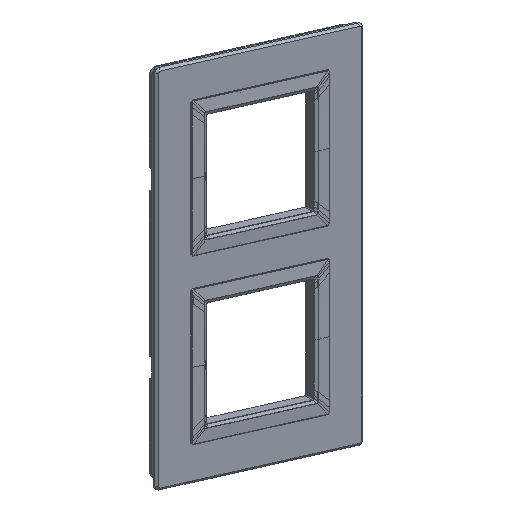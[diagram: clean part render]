
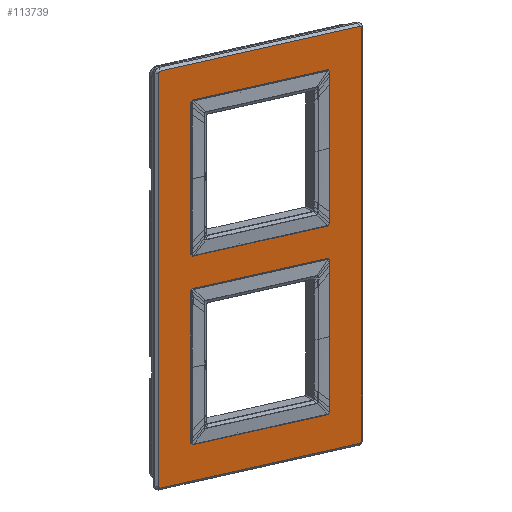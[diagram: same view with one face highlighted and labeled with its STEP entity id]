
A CAD part, top view. The second image highlights one B-rep face of the part: STEP entity #113739.
In plain terms, the highlighted face is planar.
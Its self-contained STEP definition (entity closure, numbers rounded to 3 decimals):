
#112839=CARTESIAN_POINT('Vertex',(28.425,8.575,3.)) ;
#112844=CARTESIAN_POINT('Line Origine',(28.425,35.5,3.)) ;
#112848=CARTESIAN_POINT('Vertex',(28.425,62.425,3.)) ;
#112883=CARTESIAN_POINT('Vertex',(28.425,-62.425,3.)) ;
#112886=CARTESIAN_POINT('Line Origine',(28.425,-35.5,3.)) ;
#112890=CARTESIAN_POINT('Vertex',(28.425,-8.575,3.)) ;
#112963=CARTESIAN_POINT('Vertex',(43.,77.75,3.)) ;
#112966=CARTESIAN_POINT('Line Origine',(43.,39.75,3.)) ;
#112970=CARTESIAN_POINT('Vertex',(43.,-77.75,3.)) ;
#113025=CARTESIAN_POINT('Vertex',(-28.425,62.425,3.)) ;
#113028=CARTESIAN_POINT('Line Origine',(-28.425,35.5,3.)) ;
#113032=CARTESIAN_POINT('Vertex',(-28.425,8.575,3.)) ;
#113051=CARTESIAN_POINT('Vertex',(-28.425,-8.575,3.)) ;
#113056=CARTESIAN_POINT('Line Origine',(-28.425,-35.5,3.)) ;
#113060=CARTESIAN_POINT('Vertex',(-28.425,-62.425,3.)) ;
#113131=CARTESIAN_POINT('Vertex',(-43.,-77.75,3.)) ;
#113136=CARTESIAN_POINT('Line Origine',(-43.,39.75,3.)) ;
#113140=CARTESIAN_POINT('Vertex',(-43.,77.75,3.)) ;
#113419=CARTESIAN_POINT('Line Origine',(22.,78.5,3.)) ;
#113423=CARTESIAN_POINT('Vertex',(-42.25,78.5,3.)) ;
#113425=CARTESIAN_POINT('Vertex',(42.25,78.5,3.)) ;
#113454=CARTESIAN_POINT('Vertex',(42.25,-78.5,3.)) ;
#113457=CARTESIAN_POINT('Line Origine',(22.,-78.5,3.)) ;
#113461=CARTESIAN_POINT('Vertex',(-42.25,-78.5,3.)) ;
#113481=CARTESIAN_POINT('Line Origine',(0.,63.925,3.)) ;
#113485=CARTESIAN_POINT('Vertex',(26.925,63.925,3.)) ;
#113487=CARTESIAN_POINT('Vertex',(-26.925,63.925,3.)) ;
#113560=CARTESIAN_POINT('Vertex',(26.925,-63.925,3.)) ;
#113567=CARTESIAN_POINT('Vertex',(-26.925,-63.925,3.)) ;
#113570=CARTESIAN_POINT('Line Origine',(0.,-63.925,3.)) ;
#113587=CARTESIAN_POINT('Line Origine',(0.,-7.075,3.)) ;
#113591=CARTESIAN_POINT('Vertex',(-26.925,-7.075,3.)) ;
#113593=CARTESIAN_POINT('Vertex',(26.925,-7.075,3.)) ;
#113622=CARTESIAN_POINT('Vertex',(26.925,7.075,3.)) ;
#113629=CARTESIAN_POINT('Vertex',(-26.925,7.075,3.)) ;
#113632=CARTESIAN_POINT('Line Origine',(0.,7.075,3.)) ;
#113644=CARTESIAN_POINT('Axis2P3D Location',(0.,0.,3.)) ;
#113649=CARTESIAN_POINT('Axis2P3D Location',(-42.25,77.75,3.)) ;
#113654=CARTESIAN_POINT('Axis2P3D Location',(-42.25,-77.75,3.)) ;
#113659=CARTESIAN_POINT('Axis2P3D Location',(42.25,-77.75,3.)) ;
#113664=CARTESIAN_POINT('Axis2P3D Location',(42.25,77.75,3.)) ;
#113679=CARTESIAN_POINT('Axis2P3D Location',(-26.925,-8.575,3.)) ;
#113684=CARTESIAN_POINT('Axis2P3D Location',(26.925,-8.575,3.)) ;
#113689=CARTESIAN_POINT('Axis2P3D Location',(26.925,-62.425,3.)) ;
#113694=CARTESIAN_POINT('Axis2P3D Location',(-26.925,-62.425,3.)) ;
#113709=CARTESIAN_POINT('Axis2P3D Location',(26.925,8.575,3.)) ;
#113714=CARTESIAN_POINT('Axis2P3D Location',(-26.925,8.575,3.)) ;
#113719=CARTESIAN_POINT('Axis2P3D Location',(-26.925,62.425,3.)) ;
#113724=CARTESIAN_POINT('Axis2P3D Location',(26.925,62.425,3.)) ;
#112845=DIRECTION('Vector Direction',(0.,1.,0.)) ;
#112887=DIRECTION('Vector Direction',(0.,1.,0.)) ;
#112967=DIRECTION('Vector Direction',(0.,-1.,0.)) ;
#113029=DIRECTION('Vector Direction',(0.,1.,0.)) ;
#113057=DIRECTION('Vector Direction',(0.,1.,0.)) ;
#113137=DIRECTION('Vector Direction',(0.,-1.,0.)) ;
#113420=DIRECTION('Vector Direction',(-1.,0.,0.)) ;
#113458=DIRECTION('Vector Direction',(-1.,0.,0.)) ;
#113482=DIRECTION('Vector Direction',(1.,0.,0.)) ;
#113571=DIRECTION('Vector Direction',(1.,0.,0.)) ;
#113588=DIRECTION('Vector Direction',(1.,0.,0.)) ;
#113633=DIRECTION('Vector Direction',(1.,0.,0.)) ;
#113645=DIRECTION('Axis2P3D Direction',(0.,0.,1.)) ;
#113646=DIRECTION('Axis2P3D XDirection',(1.,0.,0.)) ;
#113650=DIRECTION('Axis2P3D Direction',(0.,0.,1.)) ;
#113655=DIRECTION('Axis2P3D Direction',(0.,0.,1.)) ;
#113660=DIRECTION('Axis2P3D Direction',(0.,0.,1.)) ;
#113665=DIRECTION('Axis2P3D Direction',(0.,0.,1.)) ;
#113680=DIRECTION('Axis2P3D Direction',(0.,0.,1.)) ;
#113685=DIRECTION('Axis2P3D Direction',(0.,0.,1.)) ;
#113690=DIRECTION('Axis2P3D Direction',(0.,0.,1.)) ;
#113695=DIRECTION('Axis2P3D Direction',(0.,0.,1.)) ;
#113710=DIRECTION('Axis2P3D Direction',(0.,0.,1.)) ;
#113715=DIRECTION('Axis2P3D Direction',(0.,0.,1.)) ;
#113720=DIRECTION('Axis2P3D Direction',(0.,0.,1.)) ;
#113725=DIRECTION('Axis2P3D Direction',(0.,0.,1.)) ;
#113647=AXIS2_PLACEMENT_3D('Plane Axis2P3D',#113644,#113645,#113646) ;
#113651=AXIS2_PLACEMENT_3D('Circle Axis2P3D',#113649,#113650,$) ;
#113656=AXIS2_PLACEMENT_3D('Circle Axis2P3D',#113654,#113655,$) ;
#113661=AXIS2_PLACEMENT_3D('Circle Axis2P3D',#113659,#113660,$) ;
#113666=AXIS2_PLACEMENT_3D('Circle Axis2P3D',#113664,#113665,$) ;
#113681=AXIS2_PLACEMENT_3D('Circle Axis2P3D',#113679,#113680,$) ;
#113686=AXIS2_PLACEMENT_3D('Circle Axis2P3D',#113684,#113685,$) ;
#113691=AXIS2_PLACEMENT_3D('Circle Axis2P3D',#113689,#113690,$) ;
#113696=AXIS2_PLACEMENT_3D('Circle Axis2P3D',#113694,#113695,$) ;
#113711=AXIS2_PLACEMENT_3D('Circle Axis2P3D',#113709,#113710,$) ;
#113716=AXIS2_PLACEMENT_3D('Circle Axis2P3D',#113714,#113715,$) ;
#113721=AXIS2_PLACEMENT_3D('Circle Axis2P3D',#113719,#113720,$) ;
#113726=AXIS2_PLACEMENT_3D('Circle Axis2P3D',#113724,#113725,$) ;
#113670=ORIENTED_EDGE('',*,*,#113653,.F.) ;
#113671=ORIENTED_EDGE('',*,*,#113142,.T.) ;
#113672=ORIENTED_EDGE('',*,*,#113658,.T.) ;
#113673=ORIENTED_EDGE('',*,*,#113463,.T.) ;
#113674=ORIENTED_EDGE('',*,*,#113663,.F.) ;
#113675=ORIENTED_EDGE('',*,*,#112972,.F.) ;
#113676=ORIENTED_EDGE('',*,*,#113668,.T.) ;
#113677=ORIENTED_EDGE('',*,*,#113427,.F.) ;
#113700=ORIENTED_EDGE('',*,*,#113683,.T.) ;
#113701=ORIENTED_EDGE('',*,*,#113595,.T.) ;
#113702=ORIENTED_EDGE('',*,*,#113688,.F.) ;
#113703=ORIENTED_EDGE('',*,*,#112892,.F.) ;
#113704=ORIENTED_EDGE('',*,*,#113693,.F.) ;
#113705=ORIENTED_EDGE('',*,*,#113574,.T.) ;
#113706=ORIENTED_EDGE('',*,*,#113698,.T.) ;
#113707=ORIENTED_EDGE('',*,*,#113062,.T.) ;
#113730=ORIENTED_EDGE('',*,*,#113713,.T.) ;
#113731=ORIENTED_EDGE('',*,*,#113636,.F.) ;
#113732=ORIENTED_EDGE('',*,*,#113718,.F.) ;
#113733=ORIENTED_EDGE('',*,*,#113034,.F.) ;
#113734=ORIENTED_EDGE('',*,*,#113723,.F.) ;
#113735=ORIENTED_EDGE('',*,*,#113489,.F.) ;
#113736=ORIENTED_EDGE('',*,*,#113728,.T.) ;
#113737=ORIENTED_EDGE('',*,*,#112850,.T.) ;
#113708=FACE_BOUND('',#113699,.T.) ;
#113738=FACE_BOUND('',#113729,.T.) ;
#112846=VECTOR('Line Direction',#112845,1.) ;
#112888=VECTOR('Line Direction',#112887,1.) ;
#112968=VECTOR('Line Direction',#112967,1.) ;
#113030=VECTOR('Line Direction',#113029,1.) ;
#113058=VECTOR('Line Direction',#113057,1.) ;
#113138=VECTOR('Line Direction',#113137,1.) ;
#113421=VECTOR('Line Direction',#113420,1.) ;
#113459=VECTOR('Line Direction',#113458,1.) ;
#113483=VECTOR('Line Direction',#113482,1.) ;
#113572=VECTOR('Line Direction',#113571,1.) ;
#113589=VECTOR('Line Direction',#113588,1.) ;
#113634=VECTOR('Line Direction',#113633,1.) ;
#113739=ADVANCED_FACE('PartBody',(#113678,#113708,#113738),#113648,.T.) ;
#113652=CIRCLE('generated circle',#113651,0.75) ;
#113657=CIRCLE('generated circle',#113656,0.75) ;
#113662=CIRCLE('generated circle',#113661,0.75) ;
#113667=CIRCLE('generated circle',#113666,0.75) ;
#113682=CIRCLE('generated circle',#113681,1.5) ;
#113687=CIRCLE('generated circle',#113686,1.5) ;
#113692=CIRCLE('generated circle',#113691,1.5) ;
#113697=CIRCLE('generated circle',#113696,1.5) ;
#113712=CIRCLE('generated circle',#113711,1.5) ;
#113717=CIRCLE('generated circle',#113716,1.5) ;
#113722=CIRCLE('generated circle',#113721,1.5) ;
#113727=CIRCLE('generated circle',#113726,1.5) ;
#112850=EDGE_CURVE('',#112849,#112840,#112847,.F.) ;
#112892=EDGE_CURVE('',#112884,#112891,#112889,.T.) ;
#112972=EDGE_CURVE('',#112964,#112971,#112969,.T.) ;
#113034=EDGE_CURVE('',#113026,#113033,#113031,.F.) ;
#113062=EDGE_CURVE('',#113061,#113052,#113059,.T.) ;
#113142=EDGE_CURVE('',#113141,#113132,#113139,.T.) ;
#113427=EDGE_CURVE('',#113424,#113426,#113422,.F.) ;
#113463=EDGE_CURVE('',#113462,#113455,#113460,.F.) ;
#113489=EDGE_CURVE('',#113486,#113488,#113484,.F.) ;
#113574=EDGE_CURVE('',#113561,#113568,#113573,.F.) ;
#113595=EDGE_CURVE('',#113592,#113594,#113590,.T.) ;
#113636=EDGE_CURVE('',#113630,#113623,#113635,.T.) ;
#113653=EDGE_CURVE('',#113141,#113424,#113652,.F.) ;
#113658=EDGE_CURVE('',#113132,#113462,#113657,.T.) ;
#113663=EDGE_CURVE('',#112971,#113455,#113662,.F.) ;
#113668=EDGE_CURVE('',#112964,#113426,#113667,.T.) ;
#113683=EDGE_CURVE('',#113052,#113592,#113682,.F.) ;
#113688=EDGE_CURVE('',#112891,#113594,#113687,.T.) ;
#113693=EDGE_CURVE('',#113561,#112884,#113692,.T.) ;
#113698=EDGE_CURVE('',#113568,#113061,#113697,.F.) ;
#113713=EDGE_CURVE('',#112840,#113623,#113712,.F.) ;
#113718=EDGE_CURVE('',#113033,#113630,#113717,.T.) ;
#113723=EDGE_CURVE('',#113488,#113026,#113722,.T.) ;
#113728=EDGE_CURVE('',#113486,#112849,#113727,.F.) ;
#113669=EDGE_LOOP('',(#113670,#113671,#113672,#113673,#113674,#113675,#113676,#113677)) ;
#113699=EDGE_LOOP('',(#113700,#113701,#113702,#113703,#113704,#113705,#113706,#113707)) ;
#113729=EDGE_LOOP('',(#113730,#113731,#113732,#113733,#113734,#113735,#113736,#113737)) ;
#113678=FACE_OUTER_BOUND('',#113669,.T.) ;
#112847=LINE('Line',#112844,#112846) ;
#112889=LINE('Line',#112886,#112888) ;
#112969=LINE('Line',#112966,#112968) ;
#113031=LINE('Line',#113028,#113030) ;
#113059=LINE('Line',#113056,#113058) ;
#113139=LINE('Line',#113136,#113138) ;
#113422=LINE('Line',#113419,#113421) ;
#113460=LINE('Line',#113457,#113459) ;
#113484=LINE('Line',#113481,#113483) ;
#113573=LINE('Line',#113570,#113572) ;
#113590=LINE('Line',#113587,#113589) ;
#113635=LINE('Line',#113632,#113634) ;
#113648=PLANE('',#113647) ;
#112840=VERTEX_POINT('',#112839) ;
#112849=VERTEX_POINT('',#112848) ;
#112884=VERTEX_POINT('',#112883) ;
#112891=VERTEX_POINT('',#112890) ;
#112964=VERTEX_POINT('',#112963) ;
#112971=VERTEX_POINT('',#112970) ;
#113026=VERTEX_POINT('',#113025) ;
#113033=VERTEX_POINT('',#113032) ;
#113052=VERTEX_POINT('',#113051) ;
#113061=VERTEX_POINT('',#113060) ;
#113132=VERTEX_POINT('',#113131) ;
#113141=VERTEX_POINT('',#113140) ;
#113424=VERTEX_POINT('',#113423) ;
#113426=VERTEX_POINT('',#113425) ;
#113455=VERTEX_POINT('',#113454) ;
#113462=VERTEX_POINT('',#113461) ;
#113486=VERTEX_POINT('',#113485) ;
#113488=VERTEX_POINT('',#113487) ;
#113561=VERTEX_POINT('',#113560) ;
#113568=VERTEX_POINT('',#113567) ;
#113592=VERTEX_POINT('',#113591) ;
#113594=VERTEX_POINT('',#113593) ;
#113623=VERTEX_POINT('',#113622) ;
#113630=VERTEX_POINT('',#113629) ;
